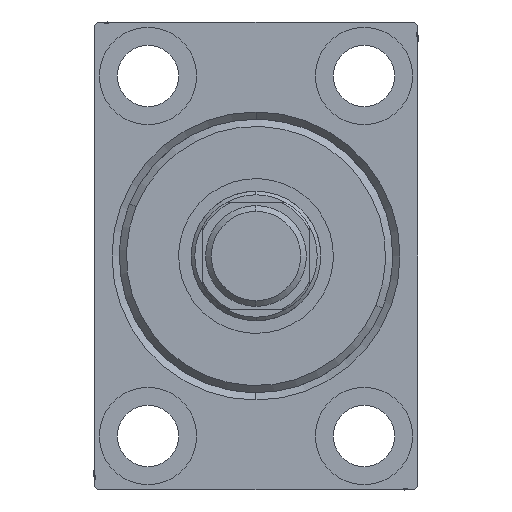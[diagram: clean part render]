
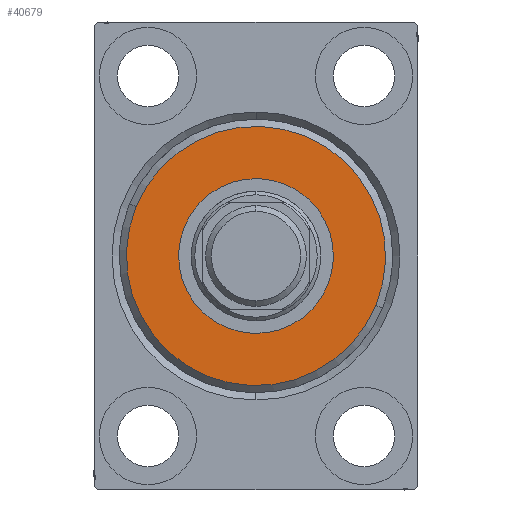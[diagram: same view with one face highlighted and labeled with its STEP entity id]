
A CAD part, left-side view. The second image highlights one B-rep face of the part: STEP entity #40679.
In plain terms, the highlighted face is planar.
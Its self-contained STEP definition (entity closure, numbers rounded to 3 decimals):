
#962 = EDGE_CURVE ( 'NONE', #43462, #6612, #42602, .T. ) ;
#1020 = VERTEX_POINT ( 'NONE', #40272 ) ;
#2619 = CARTESIAN_POINT ( 'NONE',  ( 3., 0., 10.75 ) ) ;
#4504 = CIRCLE ( 'NONE', #15276, 10.75 ) ;
#5570 = FACE_OUTER_BOUND ( 'NONE', #19315, .T. ) ;
#6612 = VERTEX_POINT ( 'NONE', #13762 ) ;
#6983 = DIRECTION ( 'NONE',  ( 0., 0., -1. ) ) ;
#7150 = VERTEX_POINT ( 'NONE', #31420 ) ;
#8002 = ORIENTED_EDGE ( 'NONE', *, *, #41304, .T. ) ;
#9567 = EDGE_LOOP ( 'NONE', ( #27904, #8002 ) ) ;
#10584 = DIRECTION ( 'NONE',  ( 0., 0., -1. ) ) ;
#12255 = CARTESIAN_POINT ( 'NONE',  ( 3., 0., 0. ) ) ;
#12476 = DIRECTION ( 'NONE',  ( 1., 0., 0. ) ) ;
#13762 = CARTESIAN_POINT ( 'NONE',  ( 3., 0., -10.75 ) ) ;
#15276 = AXIS2_PLACEMENT_3D ( 'NONE', #37562, #27435, #34403 ) ;
#16368 = CIRCLE ( 'NONE', #41510, 18. ) ;
#16729 = AXIS2_PLACEMENT_3D ( 'NONE', #27002, #37344, #6983 ) ;
#18609 = CIRCLE ( 'NONE', #19348, 18. ) ;
#18831 = DIRECTION ( 'NONE',  ( 1., 0., 0. ) ) ;
#19315 = EDGE_LOOP ( 'NONE', ( #33976, #30125 ) ) ;
#19348 = AXIS2_PLACEMENT_3D ( 'NONE', #12255, #12476, #39695 ) ;
#20882 = EDGE_CURVE ( 'NONE', #7150, #1020, #16368, .T. ) ;
#23839 = DIRECTION ( 'NONE',  ( 1., 0., 0. ) ) ;
#26247 = PLANE ( 'NONE',  #41091 ) ;
#27002 = CARTESIAN_POINT ( 'NONE',  ( 3., 0., 0. ) ) ;
#27012 = CARTESIAN_POINT ( 'NONE',  ( 3., 0., 0. ) ) ;
#27435 = DIRECTION ( 'NONE',  ( -1., 0., 0. ) ) ;
#27794 = EDGE_CURVE ( 'NONE', #1020, #7150, #18609, .T. ) ;
#27904 = ORIENTED_EDGE ( 'NONE', *, *, #962, .T. ) ;
#30125 = ORIENTED_EDGE ( 'NONE', *, *, #27794, .T. ) ;
#31420 = CARTESIAN_POINT ( 'NONE',  ( 3., 0., 18. ) ) ;
#32352 = CARTESIAN_POINT ( 'NONE',  ( 3., 0., 0. ) ) ;
#33976 = ORIENTED_EDGE ( 'NONE', *, *, #20882, .T. ) ;
#34403 = DIRECTION ( 'NONE',  ( 0., 0., -1. ) ) ;
#37344 = DIRECTION ( 'NONE',  ( -1., 0., 0. ) ) ;
#37562 = CARTESIAN_POINT ( 'NONE',  ( 3., 0., 0. ) ) ;
#39695 = DIRECTION ( 'NONE',  ( 0., 0., -1. ) ) ;
#39983 = DIRECTION ( 'NONE',  ( 0., 0., -1. ) ) ;
#40272 = CARTESIAN_POINT ( 'NONE',  ( 3., 0., -18. ) ) ;
#40679 = ADVANCED_FACE ( 'NONE', ( #5570, #43358 ), #26247, .T. ) ;
#41091 = AXIS2_PLACEMENT_3D ( 'NONE', #32352, #18831, #39983 ) ;
#41304 = EDGE_CURVE ( 'NONE', #6612, #43462, #4504, .T. ) ;
#41510 = AXIS2_PLACEMENT_3D ( 'NONE', #27012, #23839, #10584 ) ;
#42602 = CIRCLE ( 'NONE', #16729, 10.75 ) ;
#43358 = FACE_BOUND ( 'NONE', #9567, .T. ) ;
#43462 = VERTEX_POINT ( 'NONE', #2619 ) ;
